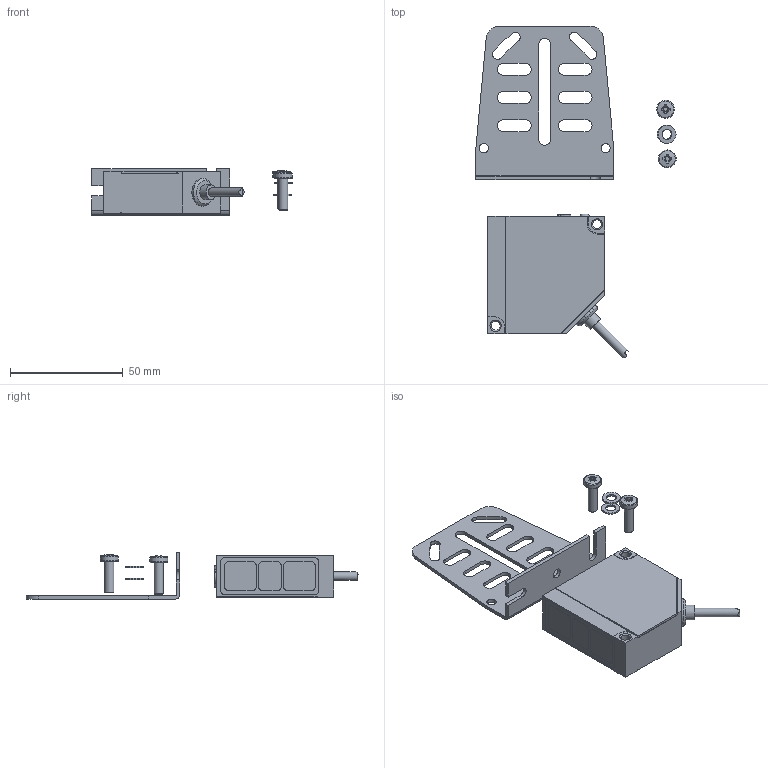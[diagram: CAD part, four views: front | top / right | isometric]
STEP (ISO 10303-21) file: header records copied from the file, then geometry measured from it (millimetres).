
FILE_DESCRIPTION(/* description */ (''),/* implementation_level */ '2;1');
FILE_NAME(/* name */ 'OT522300.stp',/* time_stamp */ '2016-10-10T13:29:17+02:00',/* author */ ('mitarbeiter'),/* organization */ (''),/* preprocessor_version */ 'ST-DEVELOPER v15.2',/* originating_system */ 'Autodesk Inventor 2014',/* authorisation */ '');
FILE_SCHEMA (('AUTOMOTIVE_DESIGN { 1 0 10303 214 3 1 1 }'));
Length unit declared in the file: millimetre
Products named in the file (5): OT522300 Sensor; AO000065; U-Scheibe; M4 Kreuzschlitz Lisen Schraube 14; OT522300
Bounding box: 88.89 x 147.32 x 20.6 mm (x, y, z)
Volume: 54656.6 mm3; surface area: 20413.8 mm2
Topology: 6 solids, 6 shells, 248 faces, 633 edges, 410 vertices
Faces by surface type: plane 153, cylinder 78, cone 9, torus 6, bspline 2
Full cylindrical faces by diameter (mm): 3.8 x1, 4 x4, 4.1 x2, 4.4 x3, 5.9 x1, 6 x1, 6.5 x1, 7.9 x2, 8 x2, 12.4 x1
Entity records: 6671 total; most frequent: CARTESIAN_POINT 1341, DIRECTION 1094, ORIENTED_EDGE 1048, EDGE_CURVE 524, AXIS2_PLACEMENT_3D 374, VERTEX_POINT 356, LINE 346, VECTOR 346
